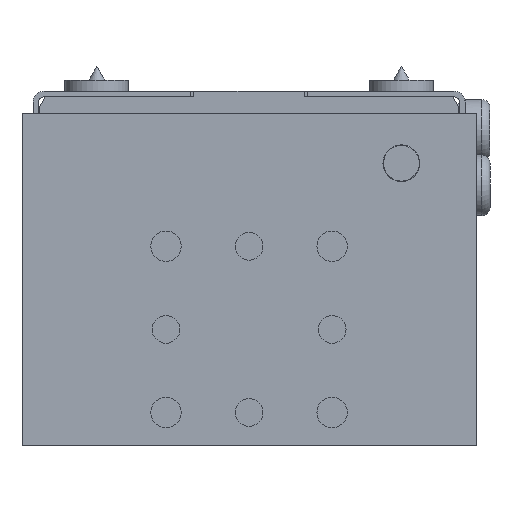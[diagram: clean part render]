
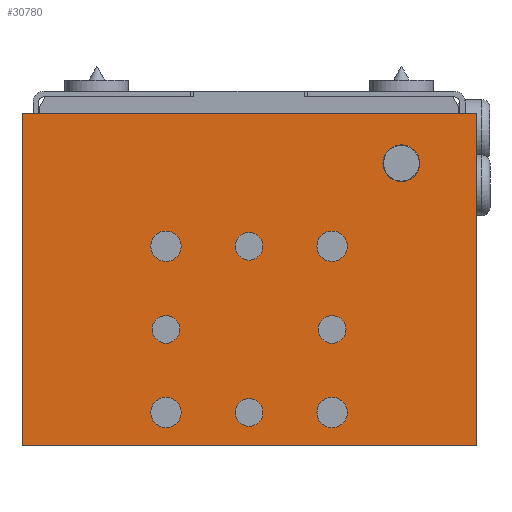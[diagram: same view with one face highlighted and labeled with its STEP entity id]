
A CAD part, left-side view. The second image highlights one B-rep face of the part: STEP entity #30780.
In plain terms, the highlighted face is planar.
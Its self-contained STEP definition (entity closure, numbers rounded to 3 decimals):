
#30003=CARTESIAN_POINT('',(127.,30.824,50.));
#30004=VERTEX_POINT('',#30003);
#30005=CARTESIAN_POINT('',(127.,27.5,50.));
#30006=DIRECTION('',(-1.0,0.0,0.0));
#30007=DIRECTION('',(0.0,-1.0,0.0));
#30008=AXIS2_PLACEMENT_3D('',#30005,#30006,#30007);
#30009=CIRCLE('',#30008,3.324);
#30010=EDGE_CURVE('',#30004,#30004,#30009,.T.);
#30276=CARTESIAN_POINT('',(127.,2.5,5.));
#30277=VERTEX_POINT('',#30276);
#30278=CARTESIAN_POINT('',(127.,0.,5.));
#30279=DIRECTION('',(-1.0,0.0,0.0));
#30280=DIRECTION('',(0.0,1.0,0.0));
#30281=AXIS2_PLACEMENT_3D('',#30278,#30279,#30280);
#30282=CIRCLE('',#30281,2.5);
#30283=EDGE_CURVE('',#30277,#30277,#30282,.T.);
#30296=CARTESIAN_POINT('',(127.,2.5,35.));
#30297=VERTEX_POINT('',#30296);
#30298=CARTESIAN_POINT('',(127.,0.,35.));
#30299=DIRECTION('',(-1.0,0.0,0.0));
#30300=DIRECTION('',(0.0,1.0,0.0));
#30301=AXIS2_PLACEMENT_3D('',#30298,#30299,#30300);
#30302=CIRCLE('',#30301,2.5);
#30303=EDGE_CURVE('',#30297,#30297,#30302,.T.);
#30316=CARTESIAN_POINT('',(127.,-12.5,20.));
#30317=VERTEX_POINT('',#30316);
#30318=CARTESIAN_POINT('',(127.,-15.,20.));
#30319=DIRECTION('',(-1.0,0.0,0.0));
#30320=DIRECTION('',(0.0,1.0,0.0));
#30321=AXIS2_PLACEMENT_3D('',#30318,#30319,#30320);
#30322=CIRCLE('',#30321,2.5);
#30323=EDGE_CURVE('',#30317,#30317,#30322,.T.);
#30336=CARTESIAN_POINT('',(127.0,17.5,20.));
#30337=VERTEX_POINT('',#30336);
#30338=CARTESIAN_POINT('',(127.0,15.,20.));
#30339=DIRECTION('',(-1.0,0.0,0.0));
#30340=DIRECTION('',(0.0,1.0,0.0));
#30341=AXIS2_PLACEMENT_3D('',#30338,#30339,#30340);
#30342=CIRCLE('',#30341,2.5);
#30343=EDGE_CURVE('',#30337,#30337,#30342,.T.);
#30393=CARTESIAN_POINT('',(127.0,17.75,35.));
#30394=VERTEX_POINT('',#30393);
#30395=CARTESIAN_POINT('',(127.0,15.,35.));
#30396=DIRECTION('',(-1.0,0.0,0.0));
#30397=DIRECTION('',(0.0,-1.0,0.0));
#30398=AXIS2_PLACEMENT_3D('',#30395,#30396,#30397);
#30399=CIRCLE('',#30398,2.75);
#30400=EDGE_CURVE('',#30394,#30394,#30399,.T.);
#30453=CARTESIAN_POINT('',(127.,-12.25,5.));
#30454=VERTEX_POINT('',#30453);
#30455=CARTESIAN_POINT('',(127.,-15.,5.));
#30456=DIRECTION('',(-1.0,0.0,0.0));
#30457=DIRECTION('',(0.0,-1.0,0.0));
#30458=AXIS2_PLACEMENT_3D('',#30455,#30456,#30457);
#30459=CIRCLE('',#30458,2.75);
#30460=EDGE_CURVE('',#30454,#30454,#30459,.T.);
#30513=CARTESIAN_POINT('',(127.,-12.25,35.));
#30514=VERTEX_POINT('',#30513);
#30515=CARTESIAN_POINT('',(127.,-15.,35.));
#30516=DIRECTION('',(-1.0,0.0,0.0));
#30517=DIRECTION('',(0.0,-1.0,0.0));
#30518=AXIS2_PLACEMENT_3D('',#30515,#30516,#30517);
#30519=CIRCLE('',#30518,2.75);
#30520=EDGE_CURVE('',#30514,#30514,#30519,.T.);
#30573=CARTESIAN_POINT('',(127.0,17.75,5.));
#30574=VERTEX_POINT('',#30573);
#30575=CARTESIAN_POINT('',(127.0,15.,5.));
#30576=DIRECTION('',(-1.0,0.0,0.0));
#30577=DIRECTION('',(0.0,-1.0,0.0));
#30578=AXIS2_PLACEMENT_3D('',#30575,#30576,#30577);
#30579=CIRCLE('',#30578,2.75);
#30580=EDGE_CURVE('',#30574,#30574,#30579,.T.);
#30633=CARTESIAN_POINT('',(127.,-41.,-1.));
#30634=VERTEX_POINT('',#30633);
#30635=CARTESIAN_POINT('',(127.,-41.,59.));
#30636=VERTEX_POINT('',#30635);
#30637=CARTESIAN_POINT('',(127.,-41.,-1.));
#30638=DIRECTION('',(0.0,0.0,1.0));
#30639=VECTOR('',#30638,60.);
#30640=LINE('',#30637,#30639);
#30641=EDGE_CURVE('',#30634,#30636,#30640,.T.);
#30670=CARTESIAN_POINT('',(127.,41.,59.));
#30671=VERTEX_POINT('',#30670);
#30672=CARTESIAN_POINT('',(127.,-41.,59.));
#30673=DIRECTION('',(0.0,1.0,0.0));
#30674=VECTOR('',#30673,82.);
#30675=LINE('',#30672,#30674);
#30676=EDGE_CURVE('',#30636,#30671,#30675,.T.);
#30694=CARTESIAN_POINT('',(127.,41.,-1.));
#30695=VERTEX_POINT('',#30694);
#30696=CARTESIAN_POINT('',(127.,41.,59.));
#30697=DIRECTION('',(0.0,0.0,-1.0));
#30698=VECTOR('',#30697,60.0);
#30699=LINE('',#30696,#30698);
#30700=EDGE_CURVE('',#30671,#30695,#30699,.T.);
#30724=CARTESIAN_POINT('',(127.,41.,-1.));
#30725=DIRECTION('',(0.0,-1.0,0.0));
#30726=VECTOR('',#30725,82.);
#30727=LINE('',#30724,#30726);
#30728=EDGE_CURVE('',#30695,#30634,#30727,.T.);
#30742=CARTESIAN_POINT('',(127.,0.,29.));
#30743=DIRECTION('',(1.0,0.0,0.0));
#30744=DIRECTION('',(0.0,1.0,0.0));
#30745=AXIS2_PLACEMENT_3D('',#30742,#30743,#30744);
#30746=PLANE('',#30745);
#30747=ORIENTED_EDGE('',*,*,#30641,.F.);
#30748=ORIENTED_EDGE('',*,*,#30728,.F.);
#30749=ORIENTED_EDGE('',*,*,#30700,.F.);
#30750=ORIENTED_EDGE('',*,*,#30676,.F.);
#30751=EDGE_LOOP('',(#30747,#30748,#30749,#30750));
#30752=FACE_OUTER_BOUND('',#30751,.T.);
#30753=ORIENTED_EDGE('',*,*,#30010,.T.);
#30754=EDGE_LOOP('',(#30753));
#30755=FACE_BOUND('',#30754,.T.);
#30756=ORIENTED_EDGE('',*,*,#30283,.T.);
#30757=EDGE_LOOP('',(#30756));
#30758=FACE_BOUND('',#30757,.T.);
#30759=ORIENTED_EDGE('',*,*,#30303,.T.);
#30760=EDGE_LOOP('',(#30759));
#30761=FACE_BOUND('',#30760,.T.);
#30762=ORIENTED_EDGE('',*,*,#30323,.T.);
#30763=EDGE_LOOP('',(#30762));
#30764=FACE_BOUND('',#30763,.T.);
#30765=ORIENTED_EDGE('',*,*,#30343,.T.);
#30766=EDGE_LOOP('',(#30765));
#30767=FACE_BOUND('',#30766,.T.);
#30768=ORIENTED_EDGE('',*,*,#30400,.T.);
#30769=EDGE_LOOP('',(#30768));
#30770=FACE_BOUND('',#30769,.T.);
#30771=ORIENTED_EDGE('',*,*,#30460,.T.);
#30772=EDGE_LOOP('',(#30771));
#30773=FACE_BOUND('',#30772,.T.);
#30774=ORIENTED_EDGE('',*,*,#30520,.T.);
#30775=EDGE_LOOP('',(#30774));
#30776=FACE_BOUND('',#30775,.T.);
#30777=ORIENTED_EDGE('',*,*,#30580,.T.);
#30778=EDGE_LOOP('',(#30777));
#30779=FACE_BOUND('',#30778,.T.);
#30780=ADVANCED_FACE('',(#30752,#30755,#30758,#30761,#30764,#30767,#30770,#30773,#30776,#30779),#30746,.T.);
